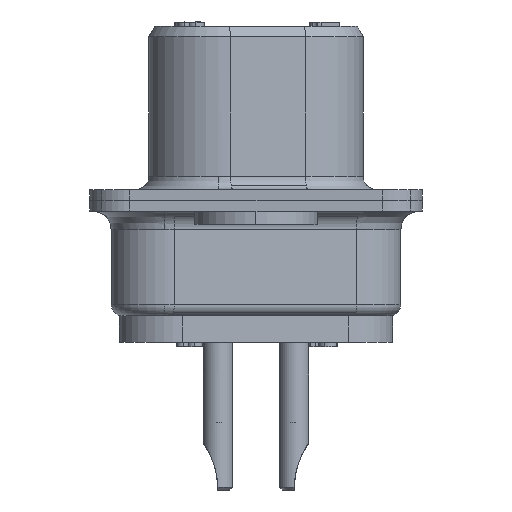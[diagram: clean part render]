
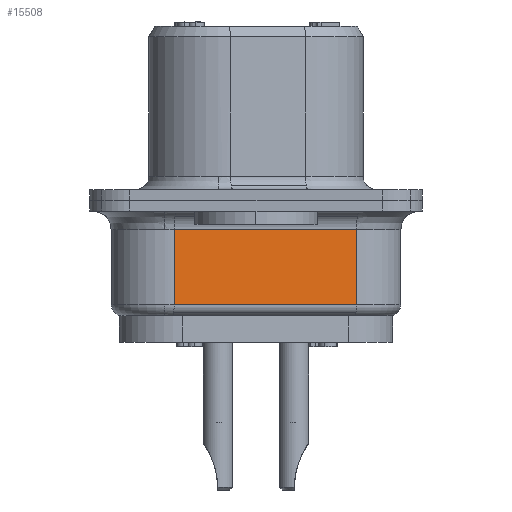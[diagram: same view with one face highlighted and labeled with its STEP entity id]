
A CAD part, left-side view. The second image highlights one B-rep face of the part: STEP entity #15508.
In plain terms, the highlighted planar face has unit normal (-0.985, -0.174, 0).
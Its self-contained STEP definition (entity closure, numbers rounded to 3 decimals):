
#14273=CARTESIAN_POINT('',(-13.72,3.053,-1.1));
#14274=VERTEX_POINT('',#14273);
#15391=CARTESIAN_POINT('',(-12.521,-3.747,-1.1));
#15392=VERTEX_POINT('',#15391);
#15393=CARTESIAN_POINT('',(-13.72,3.053,-1.1));
#15394=DIRECTION('',(0.174,-0.985,0.));
#15395=VECTOR('',#15394,6.905);
#15396=LINE('',#15393,#15395);
#15397=EDGE_CURVE('',#14274,#15392,#15396,.T.);
#15478=CARTESIAN_POINT('',(-13.72,3.053,0.0));
#15479=DIRECTION('',(-0.985,-0.174,0.0));
#15480=DIRECTION('',(0.0,0.0,1.0));
#15481=AXIS2_PLACEMENT_3D('',#15478,#15479,#15480);
#15482=PLANE('',#15481);
#15483=ORIENTED_EDGE('',*,*,#15397,.F.);
#15484=CARTESIAN_POINT('',(-13.72,3.053,-3.9));
#15485=VERTEX_POINT('',#15484);
#15486=CARTESIAN_POINT('',(-13.72,3.053,-1.1));
#15487=DIRECTION('',(0.0,0.0,-1.0));
#15488=VECTOR('',#15487,2.8);
#15489=LINE('',#15486,#15488);
#15490=EDGE_CURVE('',#14274,#15485,#15489,.T.);
#15491=ORIENTED_EDGE('',*,*,#15490,.T.);
#15492=CARTESIAN_POINT('',(-12.521,-3.747,-3.9));
#15493=VERTEX_POINT('',#15492);
#15494=CARTESIAN_POINT('',(-12.521,-3.747,-3.9));
#15495=DIRECTION('',(-0.174,0.985,0.0));
#15496=VECTOR('',#15495,6.905);
#15497=LINE('',#15494,#15496);
#15498=EDGE_CURVE('',#15493,#15485,#15497,.T.);
#15499=ORIENTED_EDGE('',*,*,#15498,.F.);
#15500=CARTESIAN_POINT('',(-12.521,-3.747,-1.1));
#15501=DIRECTION('',(0.0,0.0,-1.0));
#15502=VECTOR('',#15501,2.8);
#15503=LINE('',#15500,#15502);
#15504=EDGE_CURVE('',#15392,#15493,#15503,.T.);
#15505=ORIENTED_EDGE('',*,*,#15504,.F.);
#15506=EDGE_LOOP('',(#15483,#15491,#15499,#15505));
#15507=FACE_OUTER_BOUND('',#15506,.T.);
#15508=ADVANCED_FACE('',(#15507),#15482,.T.);
